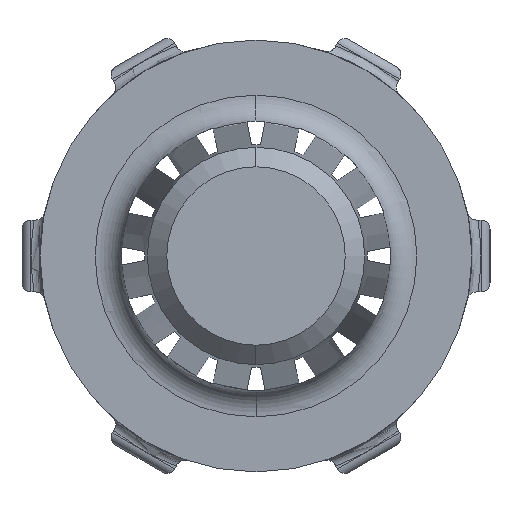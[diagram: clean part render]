
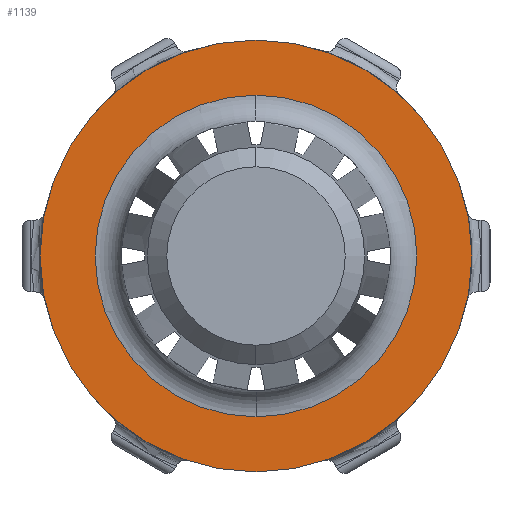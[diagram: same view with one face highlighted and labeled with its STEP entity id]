
A CAD part, left-side view. The second image highlights one B-rep face of the part: STEP entity #1139.
In plain terms, the highlighted planar face has unit normal (-1, 0, 0).
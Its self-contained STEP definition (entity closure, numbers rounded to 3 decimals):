
#115 = VERTEX_POINT ( 'NONE', #6377 ) ;
#662 = EDGE_CURVE ( 'NONE', #5679, #115, #9768, .T. ) ;
#699 = CARTESIAN_POINT ( 'NONE',  ( -19., 0., 12. ) ) ;
#763 = CARTESIAN_POINT ( 'NONE',  ( -19., 0., 0. ) ) ;
#859 = ORIENTED_EDGE ( 'NONE', *, *, #9199, .T. ) ;
#1139 = ADVANCED_FACE ( 'NONE', ( #6040, #8470 ), #3609, .F. ) ;
#1247 = CIRCLE ( 'NONE', #5872, 12. ) ;
#1286 = DIRECTION ( 'NONE',  ( 1., 0., 0. ) ) ;
#1459 = ORIENTED_EDGE ( 'NONE', *, *, #9072, .T. ) ;
#1588 = DIRECTION ( 'NONE',  ( -1., 0., 0. ) ) ;
#1836 = DIRECTION ( 'NONE',  ( -1., 0., 0. ) ) ;
#2002 = CARTESIAN_POINT ( 'NONE',  ( -19., 0., 0. ) ) ;
#2053 = CARTESIAN_POINT ( 'NONE',  ( -19., 7.5, 0. ) ) ;
#2932 = DIRECTION ( 'NONE',  ( 1., 0., 0. ) ) ;
#2986 = DIRECTION ( 'NONE',  ( 0., 0., -1. ) ) ;
#3247 = DIRECTION ( 'NONE',  ( 0., 0., 1. ) ) ;
#3289 = DIRECTION ( 'NONE',  ( 0., 0., 1. ) ) ;
#3609 = PLANE ( 'NONE',  #9553 ) ;
#3777 = DIRECTION ( 'NONE',  ( 0., 0., -1. ) ) ;
#4226 = EDGE_LOOP ( 'NONE', ( #4746, #1459 ) ) ;
#4319 = CARTESIAN_POINT ( 'NONE',  ( -19., 0., -12. ) ) ;
#4564 = AXIS2_PLACEMENT_3D ( 'NONE', #9922, #1286, #3777 ) ;
#4746 = ORIENTED_EDGE ( 'NONE', *, *, #662, .T. ) ;
#4884 = CIRCLE ( 'NONE', #6699, 12. ) ;
#5058 = VERTEX_POINT ( 'NONE', #4319 ) ;
#5314 = DIRECTION ( 'NONE',  ( 1., 0., 0. ) ) ;
#5317 = AXIS2_PLACEMENT_3D ( 'NONE', #2002, #2932, #2986 ) ;
#5553 = CIRCLE ( 'NONE', #4564, 8.942 ) ;
#5667 = CARTESIAN_POINT ( 'NONE',  ( -19., 0., 0. ) ) ;
#5679 = VERTEX_POINT ( 'NONE', #7771 ) ;
#5872 = AXIS2_PLACEMENT_3D ( 'NONE', #763, #1588, #3247 ) ;
#5985 = DIRECTION ( 'NONE',  ( 0., 0., -1. ) ) ;
#6040 = FACE_BOUND ( 'NONE', #4226, .T. ) ;
#6377 = CARTESIAN_POINT ( 'NONE',  ( -19., 0., 8.942 ) ) ;
#6699 = AXIS2_PLACEMENT_3D ( 'NONE', #5667, #1836, #3289 ) ;
#7771 = CARTESIAN_POINT ( 'NONE',  ( -19., 0., -8.942 ) ) ;
#8159 = EDGE_LOOP ( 'NONE', ( #8486, #859 ) ) ;
#8470 = FACE_OUTER_BOUND ( 'NONE', #8159, .T. ) ;
#8486 = ORIENTED_EDGE ( 'NONE', *, *, #9490, .T. ) ;
#9072 = EDGE_CURVE ( 'NONE', #115, #5679, #5553, .T. ) ;
#9199 = EDGE_CURVE ( 'NONE', #5058, #9346, #1247, .T. ) ;
#9346 = VERTEX_POINT ( 'NONE', #699 ) ;
#9490 = EDGE_CURVE ( 'NONE', #9346, #5058, #4884, .T. ) ;
#9553 = AXIS2_PLACEMENT_3D ( 'NONE', #2053, #5314, #5985 ) ;
#9768 = CIRCLE ( 'NONE', #5317, 8.942 ) ;
#9922 = CARTESIAN_POINT ( 'NONE',  ( -19., 0., 0. ) ) ;
